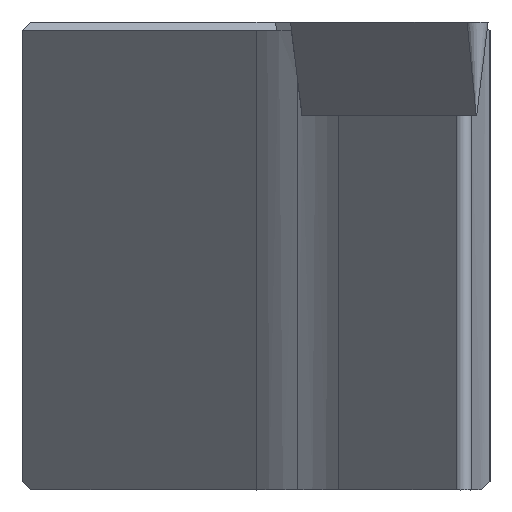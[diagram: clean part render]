
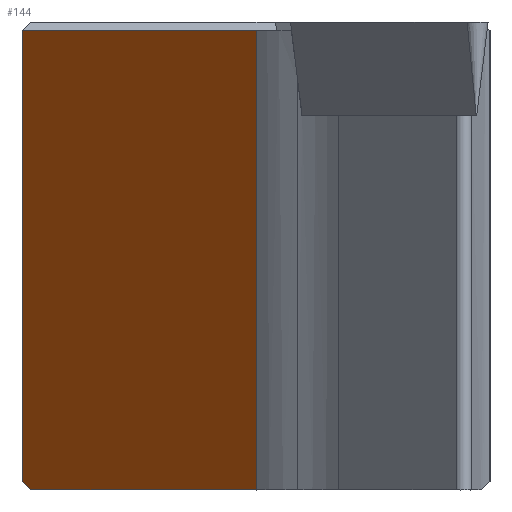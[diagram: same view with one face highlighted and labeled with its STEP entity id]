
A CAD part, left-side view. The second image highlights one B-rep face of the part: STEP entity #144.
In plain terms, the highlighted planar face has unit normal (-0.616, 0.788, 0).
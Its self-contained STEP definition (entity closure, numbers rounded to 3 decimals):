
#144=ADVANCED_FACE('',(#216),#178,.F.);
#178=PLANE('',#820);
#216=FACE_OUTER_BOUND('',#256,.T.);
#256=EDGE_LOOP('',(#544,#545,#546,#547,#548));
#273=LINE('',#1054,#345);
#275=LINE('',#1059,#347);
#282=LINE('',#1079,#354);
#302=LINE('',#1129,#374);
#322=LINE('',#1183,#394);
#345=VECTOR('',#849,1.);
#347=VECTOR('',#853,1.);
#354=VECTOR('',#868,1.);
#374=VECTOR('',#912,1.);
#394=VECTOR('',#984,1.);
#544=ORIENTED_EDGE('',*,*,#706,.F.);
#545=ORIENTED_EDGE('',*,*,#671,.F.);
#546=ORIENTED_EDGE('',*,*,#680,.F.);
#547=ORIENTED_EDGE('',*,*,#734,.F.);
#548=ORIENTED_EDGE('',*,*,#669,.F.);
#602=VERTEX_POINT('',#1038);
#610=VERTEX_POINT('',#1053);
#611=VERTEX_POINT('',#1057);
#613=VERTEX_POINT('',#1060);
#621=VERTEX_POINT('',#1078);
#669=EDGE_CURVE('',#610,#602,#273,.T.);
#671=EDGE_CURVE('',#611,#613,#275,.T.);
#680=EDGE_CURVE('',#621,#611,#282,.T.);
#706=EDGE_CURVE('',#613,#610,#302,.T.);
#734=EDGE_CURVE('',#602,#621,#322,.T.);
#820=AXIS2_PLACEMENT_3D('',#1185,#987,#988);
#849=DIRECTION('',(-0.788,-0.616,0.));
#853=DIRECTION('',(0.671,0.524,0.524));
#868=DIRECTION('',(0.788,0.616,0.));
#912=DIRECTION('',(0.,0.,1.));
#984=DIRECTION('',(0.,0.,-1.));
#987=DIRECTION('',(0.616,-0.788,0.));
#988=DIRECTION('',(0.788,0.616,0.));
#1038=CARTESIAN_POINT('',(10.212,-8.022,-0.3));
#1053=CARTESIAN_POINT('',(20.479,0.,-0.3));
#1054=CARTESIAN_POINT('',(10.212,-8.022,-0.3));
#1057=CARTESIAN_POINT('',(20.095,-0.3,-16.));
#1059=CARTESIAN_POINT('',(4.485,-12.496,-28.196));
#1060=CARTESIAN_POINT('',(20.479,0.,-15.7));
#1078=CARTESIAN_POINT('',(10.212,-8.022,-16.));
#1079=CARTESIAN_POINT('',(10.212,-8.022,-16.));
#1129=CARTESIAN_POINT('',(20.479,0.,-40.));
#1183=CARTESIAN_POINT('',(10.212,-8.022,-40.));
#1185=CARTESIAN_POINT('',(10.212,-8.022,-40.));
